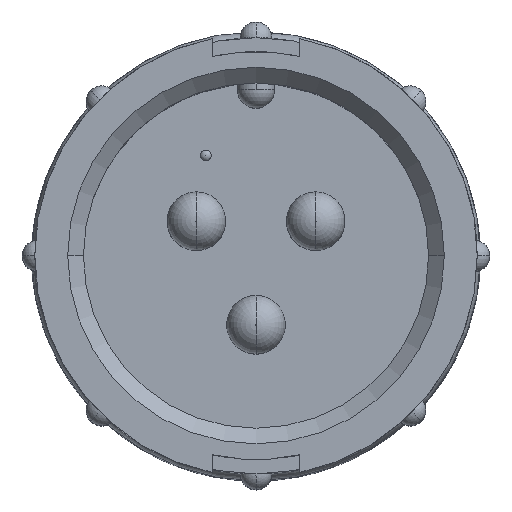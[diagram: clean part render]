
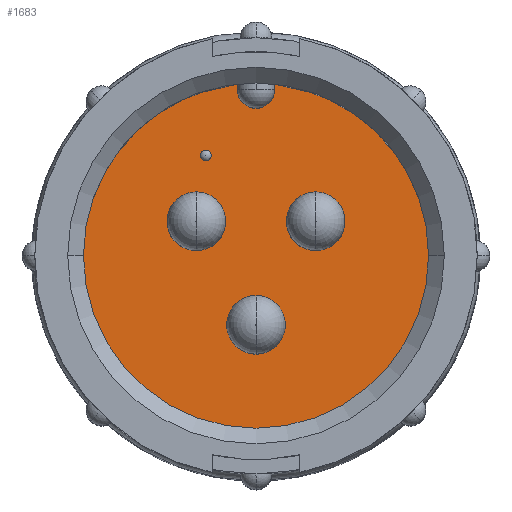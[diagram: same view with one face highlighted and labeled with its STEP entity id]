
A CAD part, top view. The second image highlights one B-rep face of the part: STEP entity #1683.
In plain terms, the highlighted planar face has unit normal (0, 0, 1).
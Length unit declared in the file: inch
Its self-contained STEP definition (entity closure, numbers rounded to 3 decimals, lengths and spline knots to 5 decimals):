
#28 = CIRCLE ( 'NONE', #4462, 0.04668 ) ;
#131 = CARTESIAN_POINT ( 'NONE',  ( 0., 0., -0.325 ) ) ;
#139 = CARTESIAN_POINT ( 'NONE',  ( -0.095, 0.055, -0.325 ) ) ;
#190 = CARTESIAN_POINT ( 'NONE',  ( -0.08866, 0.16, -0.325 ) ) ;
#265 = AXIS2_PLACEMENT_3D ( 'NONE', #131, #1590, #6055 ) ;
#270 = DIRECTION ( 'NONE',  ( 0., 0., 1. ) ) ;
#307 = CARTESIAN_POINT ( 'NONE',  ( 0., 0.265, -0.325 ) ) ;
#465 = VERTEX_POINT ( 'NONE', #5328 ) ;
#498 = CARTESIAN_POINT ( 'NONE',  ( 0., 0.265, -0.325 ) ) ;
#552 = ORIENTED_EDGE ( 'NONE', *, *, #5911, .F. ) ;
#569 = FACE_BOUND ( 'NONE', #5589, .T. ) ;
#575 = CIRCLE ( 'NONE', #3310, 0.03 ) ;
#604 = DIRECTION ( 'NONE',  ( 0., 0., 1. ) ) ;
#608 = DIRECTION ( 'NONE',  ( 1., 0., 0. ) ) ;
#609 = EDGE_CURVE ( 'NONE', #5851, #6181, #5874, .T. ) ;
#678 = AXIS2_PLACEMENT_3D ( 'NONE', #3883, #1028, #4370 ) ;
#679 = EDGE_CURVE ( 'NONE', #6181, #4053, #5549, .T. ) ;
#779 = DIRECTION ( 'NONE',  ( 1., 0., 0. ) ) ;
#816 = LINE ( 'NONE', #4124, #5907 ) ;
#850 = CARTESIAN_POINT ( 'NONE',  ( -0.08, 0.16, -0.325 ) ) ;
#1028 = DIRECTION ( 'NONE',  ( 0., 0., 1. ) ) ;
#1052 = EDGE_LOOP ( 'NONE', ( #552, #2337 ) ) ;
#1055 = EDGE_CURVE ( 'NONE', #5425, #4148, #575, .T. ) ;
#1058 = CARTESIAN_POINT ( 'NONE',  ( 0.095, 0.055, -0.325 ) ) ;
#1110 = DIRECTION ( 'NONE',  ( 0., 0., 1. ) ) ;
#1153 = LINE ( 'NONE', #2781, #4806 ) ;
#1320 = ORIENTED_EDGE ( 'NONE', *, *, #3672, .T. ) ;
#1327 = DIRECTION ( 'NONE',  ( 1., 0., 0. ) ) ;
#1425 = CARTESIAN_POINT ( 'NONE',  ( 0.275, 0., -0.325 ) ) ;
#1428 = CIRCLE ( 'NONE', #1605, 0.00866 ) ;
#1443 = DIRECTION ( 'NONE',  ( 0., 0., 1. ) ) ;
#1459 = DIRECTION ( 'NONE',  ( 0., 0., 1. ) ) ;
#1538 = DIRECTION ( 'NONE',  ( 1., 0., 0. ) ) ;
#1590 = DIRECTION ( 'NONE',  ( 0., 0., 1. ) ) ;
#1605 = AXIS2_PLACEMENT_3D ( 'NONE', #3962, #1110, #4457 ) ;
#1683 = ADVANCED_FACE ( 'NONE', ( #3094, #569, #5614, #3240, #2950 ), #5687, .T. ) ;
#1708 = ORIENTED_EDGE ( 'NONE', *, *, #2338, .F. ) ;
#1853 = CARTESIAN_POINT ( 'NONE',  ( 0.095, 0.00832, -0.325 ) ) ;
#1878 = AXIS2_PLACEMENT_3D ( 'NONE', #4326, #1459, #4791 ) ;
#1960 = VERTEX_POINT ( 'NONE', #5467 ) ;
#1978 = AXIS2_PLACEMENT_3D ( 'NONE', #498, #1443, #4780 ) ;
#2076 = ORIENTED_EDGE ( 'NONE', *, *, #2426, .F. ) ;
#2129 = CARTESIAN_POINT ( 'NONE',  ( 0., -0.06332, -0.325 ) ) ;
#2138 = EDGE_CURVE ( 'NONE', #4148, #3708, #1153, .T. ) ;
#2337 = ORIENTED_EDGE ( 'NONE', *, *, #3515, .F. ) ;
#2338 = EDGE_CURVE ( 'NONE', #2798, #2548, #4056, .T. ) ;
#2406 = CARTESIAN_POINT ( 'NONE',  ( -0.095, 0.055, -0.325 ) ) ;
#2426 = EDGE_CURVE ( 'NONE', #1960, #3140, #3766, .T. ) ;
#2498 = ORIENTED_EDGE ( 'NONE', *, *, #4953, .F. ) ;
#2548 = VERTEX_POINT ( 'NONE', #2129 ) ;
#2593 = VERTEX_POINT ( 'NONE', #5501 ) ;
#2604 = CARTESIAN_POINT ( 'NONE',  ( -0.03, 0.265, -0.325 ) ) ;
#2726 = VERTEX_POINT ( 'NONE', #1853 ) ;
#2781 = CARTESIAN_POINT ( 'NONE',  ( -0.03, 0.265, -0.325 ) ) ;
#2798 = VERTEX_POINT ( 'NONE', #4324 ) ;
#2861 = ORIENTED_EDGE ( 'NONE', *, *, #1055, .T. ) ;
#2899 = DIRECTION ( 'NONE',  ( 1., 0., 0. ) ) ;
#2914 = AXIS2_PLACEMENT_3D ( 'NONE', #139, #3466, #608 ) ;
#2927 = AXIS2_PLACEMENT_3D ( 'NONE', #2406, #5755, #2899 ) ;
#2950 = FACE_BOUND ( 'NONE', #1052, .T. ) ;
#2965 = AXIS2_PLACEMENT_3D ( 'NONE', #3114, #270, #3595 ) ;
#3094 = FACE_BOUND ( 'NONE', #4005, .T. ) ;
#3107 = ORIENTED_EDGE ( 'NONE', *, *, #5127, .F. ) ;
#3114 = CARTESIAN_POINT ( 'NONE',  ( 0., 0., -0.325 ) ) ;
#3140 = VERTEX_POINT ( 'NONE', #3743 ) ;
#3240 = FACE_BOUND ( 'NONE', #3581, .T. ) ;
#3243 = EDGE_LOOP ( 'NONE', ( #2861, #5635, #1320, #4804, #3877, #3730 ) ) ;
#3267 = CARTESIAN_POINT ( 'NONE',  ( 0.03, 0.265, -0.325 ) ) ;
#3310 = AXIS2_PLACEMENT_3D ( 'NONE', #307, #3639, #779 ) ;
#3363 = CARTESIAN_POINT ( 'NONE',  ( -0.275, 0., -0.325 ) ) ;
#3408 = AXIS2_PLACEMENT_3D ( 'NONE', #1058, #4404, #1538 ) ;
#3430 = DIRECTION ( 'NONE',  ( 0., 0., 1. ) ) ;
#3464 = CARTESIAN_POINT ( 'NONE',  ( 0.095, 0.055, -0.325 ) ) ;
#3466 = DIRECTION ( 'NONE',  ( 0., 0., 1. ) ) ;
#3515 = EDGE_CURVE ( 'NONE', #2726, #465, #5235, .T. ) ;
#3516 = CARTESIAN_POINT ( 'NONE',  ( 0.03, 0.27336, -0.325 ) ) ;
#3581 = EDGE_LOOP ( 'NONE', ( #4143, #2076 ) ) ;
#3595 = DIRECTION ( 'NONE',  ( 1., 0., 0. ) ) ;
#3597 = CIRCLE ( 'NONE', #3643, 0.00866 ) ;
#3639 = DIRECTION ( 'NONE',  ( 0., 0., -1. ) ) ;
#3643 = AXIS2_PLACEMENT_3D ( 'NONE', #850, #4194, #1327 ) ;
#3672 = EDGE_CURVE ( 'NONE', #3708, #5851, #4358, .T. ) ;
#3708 = VERTEX_POINT ( 'NONE', #4576 ) ;
#3730 = ORIENTED_EDGE ( 'NONE', *, *, #6043, .T. ) ;
#3734 = DIRECTION ( 'NONE',  ( 0., 1., 0. ) ) ;
#3743 = CARTESIAN_POINT ( 'NONE',  ( -0.095, 0.10168, -0.325 ) ) ;
#3766 = CIRCLE ( 'NONE', #2914, 0.04668 ) ;
#3781 = AXIS2_PLACEMENT_3D ( 'NONE', #3847, #3430, #3923 ) ;
#3784 = ORIENTED_EDGE ( 'NONE', *, *, #5810, .F. ) ;
#3847 = CARTESIAN_POINT ( 'NONE',  ( 0., 0., -0.325 ) ) ;
#3877 = ORIENTED_EDGE ( 'NONE', *, *, #679, .T. ) ;
#3883 = CARTESIAN_POINT ( 'NONE',  ( 0., -0.11, -0.325 ) ) ;
#3923 = DIRECTION ( 'NONE',  ( 1., 0., 0. ) ) ;
#3937 = DIRECTION ( 'NONE',  ( 1., 0., 0. ) ) ;
#3962 = CARTESIAN_POINT ( 'NONE',  ( -0.08, 0.16, -0.325 ) ) ;
#4005 = EDGE_LOOP ( 'NONE', ( #3784, #1708 ) ) ;
#4053 = VERTEX_POINT ( 'NONE', #3516 ) ;
#4056 = CIRCLE ( 'NONE', #678, 0.04668 ) ;
#4066 = VERTEX_POINT ( 'NONE', #190 ) ;
#4124 = CARTESIAN_POINT ( 'NONE',  ( 0.03, 0.27336, -0.325 ) ) ;
#4143 = ORIENTED_EDGE ( 'NONE', *, *, #4463, .F. ) ;
#4148 = VERTEX_POINT ( 'NONE', #2604 ) ;
#4194 = DIRECTION ( 'NONE',  ( 0., 0., 1. ) ) ;
#4324 = CARTESIAN_POINT ( 'NONE',  ( 0., -0.15668, -0.325 ) ) ;
#4326 = CARTESIAN_POINT ( 'NONE',  ( 0., -0.11, -0.325 ) ) ;
#4358 = CIRCLE ( 'NONE', #2965, 0.275 ) ;
#4370 = DIRECTION ( 'NONE',  ( 1., 0., 0. ) ) ;
#4404 = DIRECTION ( 'NONE',  ( 0., 0., 1. ) ) ;
#4457 = DIRECTION ( 'NONE',  ( 1., 0., 0. ) ) ;
#4462 = AXIS2_PLACEMENT_3D ( 'NONE', #3464, #604, #3937 ) ;
#4463 = EDGE_CURVE ( 'NONE', #3140, #1960, #5382, .T. ) ;
#4576 = CARTESIAN_POINT ( 'NONE',  ( -0.03, 0.27336, -0.325 ) ) ;
#4780 = DIRECTION ( 'NONE',  ( 1., 0., 0. ) ) ;
#4791 = DIRECTION ( 'NONE',  ( 1., 0., 0. ) ) ;
#4804 = ORIENTED_EDGE ( 'NONE', *, *, #609, .T. ) ;
#4806 = VECTOR ( 'NONE', #3734, 39.37008 ) ;
#4953 = EDGE_CURVE ( 'NONE', #2593, #4066, #3597, .T. ) ;
#5127 = EDGE_CURVE ( 'NONE', #4066, #2593, #1428, .T. ) ;
#5218 = CIRCLE ( 'NONE', #1878, 0.04668 ) ;
#5235 = CIRCLE ( 'NONE', #3408, 0.04668 ) ;
#5328 = CARTESIAN_POINT ( 'NONE',  ( 0.095, 0.10168, -0.325 ) ) ;
#5382 = CIRCLE ( 'NONE', #2927, 0.04668 ) ;
#5425 = VERTEX_POINT ( 'NONE', #3267 ) ;
#5467 = CARTESIAN_POINT ( 'NONE',  ( -0.095, 0.00832, -0.325 ) ) ;
#5501 = CARTESIAN_POINT ( 'NONE',  ( -0.07134, 0.16, -0.325 ) ) ;
#5543 = DIRECTION ( 'NONE',  ( 0., -1., 0. ) ) ;
#5549 = CIRCLE ( 'NONE', #3781, 0.275 ) ;
#5589 = EDGE_LOOP ( 'NONE', ( #2498, #3107 ) ) ;
#5614 = FACE_OUTER_BOUND ( 'NONE', #3243, .T. ) ;
#5635 = ORIENTED_EDGE ( 'NONE', *, *, #2138, .T. ) ;
#5687 = PLANE ( 'NONE',  #1978 ) ;
#5755 = DIRECTION ( 'NONE',  ( 0., 0., 1. ) ) ;
#5810 = EDGE_CURVE ( 'NONE', #2548, #2798, #5218, .T. ) ;
#5851 = VERTEX_POINT ( 'NONE', #3363 ) ;
#5874 = CIRCLE ( 'NONE', #265, 0.275 ) ;
#5907 = VECTOR ( 'NONE', #5543, 39.37008 ) ;
#5911 = EDGE_CURVE ( 'NONE', #465, #2726, #28, .T. ) ;
#6043 = EDGE_CURVE ( 'NONE', #4053, #5425, #816, .T. ) ;
#6055 = DIRECTION ( 'NONE',  ( 1., 0., 0. ) ) ;
#6181 = VERTEX_POINT ( 'NONE', #1425 ) ;
